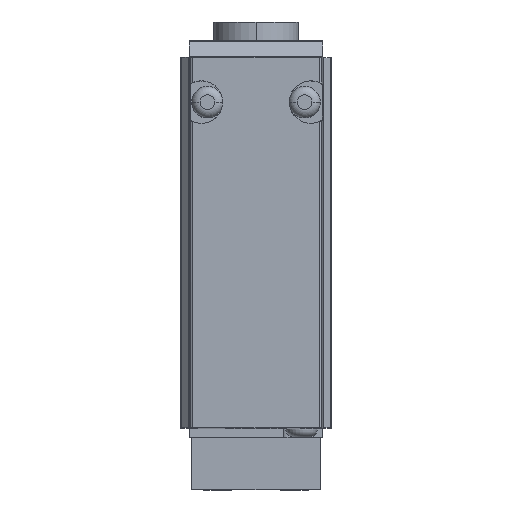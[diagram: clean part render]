
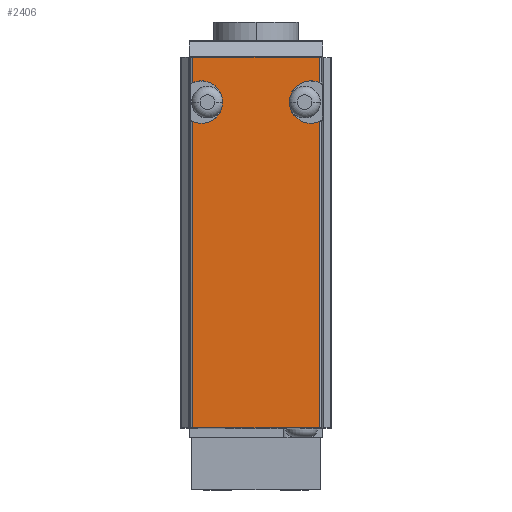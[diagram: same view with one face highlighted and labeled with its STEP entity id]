
A CAD part, top view. The second image highlights one B-rep face of the part: STEP entity #2406.
In plain terms, the highlighted planar face has unit normal (0, 0, 1).
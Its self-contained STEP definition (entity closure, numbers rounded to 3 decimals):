
#97 = CARTESIAN_POINT ( 'NONE',  ( -4.5, 27.5, 93.8 ) ) ;
#99 = VERTEX_POINT ( 'NONE', #2200 ) ;
#189 = PLANE ( 'NONE',  #3070 ) ;
#246 = CARTESIAN_POINT ( 'NONE',  ( -5.22, 31.2, 93.8 ) ) ;
#408 = DIRECTION ( 'NONE',  ( -1., 0., 0. ) ) ;
#546 = VERTEX_POINT ( 'NONE', #5966 ) ;
#672 = EDGE_CURVE ( 'NONE', #6148, #8255, #4800, .T. ) ;
#733 = EDGE_LOOP ( 'NONE', ( #1320, #4041, #5549, #2042, #6767, #8856, #5998, #4839, #8247 ) ) ;
#748 = CIRCLE ( 'NONE', #4409, 1.75 ) ;
#847 = DIRECTION ( 'NONE',  ( 0., 1., 0. ) ) ;
#990 = LINE ( 'NONE', #2306, #7645 ) ;
#1032 = DIRECTION ( 'NONE',  ( 0., 1., 0. ) ) ;
#1170 = EDGE_CURVE ( 'NONE', #3517, #99, #4395, .T. ) ;
#1320 = ORIENTED_EDGE ( 'NONE', *, *, #3878, .F. ) ;
#1321 = VERTEX_POINT ( 'NONE', #6981 ) ;
#1496 = CIRCLE ( 'NONE', #6335, 1.75 ) ;
#1516 = DIRECTION ( 'NONE',  ( 1., 0., 0. ) ) ;
#1614 = LINE ( 'NONE', #246, #6522 ) ;
#1654 = VERTEX_POINT ( 'NONE', #6727 ) ;
#1712 = LINE ( 'NONE', #8621, #7459 ) ;
#1877 = CARTESIAN_POINT ( 'NONE',  ( -5.22, 0.7, 93.8 ) ) ;
#2042 = ORIENTED_EDGE ( 'NONE', *, *, #4073, .F. ) ;
#2200 = CARTESIAN_POINT ( 'NONE',  ( -5.22, 31.2, 93.8 ) ) ;
#2306 = CARTESIAN_POINT ( 'NONE',  ( 5.222, 31.2, 93.8 ) ) ;
#2377 = FACE_OUTER_BOUND ( 'NONE', #733, .T. ) ;
#2406 = ADVANCED_FACE ( 'Face6', ( #2377 ), #189, .F. ) ;
#2879 = EDGE_CURVE ( 'Edge7', #4257, #3191, #3112, .T. ) ;
#3070 = AXIS2_PLACEMENT_3D ( 'NONE', #7818, #5136, #5770 ) ;
#3112 = LINE ( 'NONE', #8725, #4537 ) ;
#3191 = VERTEX_POINT ( 'NONE', #9005 ) ;
#3517 = VERTEX_POINT ( 'NONE', #7750 ) ;
#3690 = DIRECTION ( 'NONE',  ( 0., -1., 0. ) ) ;
#3699 = EDGE_CURVE ( 'NONE', #4257, #1321, #1712, .T. ) ;
#3878 = EDGE_CURVE ( 'NONE', #1321, #546, #748, .T. ) ;
#4041 = ORIENTED_EDGE ( 'NONE', *, *, #3699, .F. ) ;
#4073 = EDGE_CURVE ( 'NONE', #1654, #3191, #5599, .T. ) ;
#4108 = VECTOR ( 'NONE', #6348, 1000. ) ;
#4219 = DIRECTION ( 'NONE',  ( 0., 0., 1. ) ) ;
#4257 = VERTEX_POINT ( 'NONE', #1877 ) ;
#4258 = CARTESIAN_POINT ( 'NONE',  ( 4.5, 27.5, 93.8 ) ) ;
#4357 = DIRECTION ( 'NONE',  ( -1., 0., 0. ) ) ;
#4364 = AXIS2_PLACEMENT_3D ( 'NONE', #4258, #7057, #4357 ) ;
#4395 = LINE ( 'NONE', #8597, #8881 ) ;
#4409 = AXIS2_PLACEMENT_3D ( 'NONE', #97, #8263, #6997 ) ;
#4537 = VECTOR ( 'NONE', #1516, 1000. ) ;
#4800 = CIRCLE ( 'NONE', #4364, 1.75 ) ;
#4839 = ORIENTED_EDGE ( 'NONE', *, *, #1170, .T. ) ;
#4974 = CARTESIAN_POINT ( 'NONE',  ( 5.222, 31.2, 93.8 ) ) ;
#5136 = DIRECTION ( 'NONE',  ( 0., 0., -1. ) ) ;
#5498 = EDGE_CURVE ( 'NONE', #8255, #1654, #1496, .T. ) ;
#5549 = ORIENTED_EDGE ( 'NONE', *, *, #2879, .T. ) ;
#5599 = LINE ( 'NONE', #4974, #4108 ) ;
#5770 = DIRECTION ( 'NONE',  ( -1., 0., 0. ) ) ;
#5966 = CARTESIAN_POINT ( 'NONE',  ( -5.22, 29.095, 93.8 ) ) ;
#5998 = ORIENTED_EDGE ( 'NONE', *, *, #6177, .F. ) ;
#6148 = VERTEX_POINT ( 'NONE', #7299 ) ;
#6177 = EDGE_CURVE ( 'NONE', #3517, #6148, #990, .T. ) ;
#6335 = AXIS2_PLACEMENT_3D ( 'NONE', #7689, #4219, #7732 ) ;
#6348 = DIRECTION ( 'NONE',  ( 0., -1., 0. ) ) ;
#6522 = VECTOR ( 'NONE', #847, 1000. ) ;
#6601 = EDGE_CURVE ( 'NONE', #546, #99, #1614, .T. ) ;
#6727 = CARTESIAN_POINT ( 'NONE',  ( 5.222, 25.906, 93.8 ) ) ;
#6767 = ORIENTED_EDGE ( 'NONE', *, *, #5498, .F. ) ;
#6981 = CARTESIAN_POINT ( 'NONE',  ( -5.22, 25.905, 93.8 ) ) ;
#6997 = DIRECTION ( 'NONE',  ( -1., 0., 0. ) ) ;
#7057 = DIRECTION ( 'NONE',  ( 0., 0., 1. ) ) ;
#7299 = CARTESIAN_POINT ( 'NONE',  ( 5.222, 29.094, 93.8 ) ) ;
#7354 = CARTESIAN_POINT ( 'NONE',  ( 2.75, 27.5, 93.8 ) ) ;
#7459 = VECTOR ( 'NONE', #1032, 1000. ) ;
#7645 = VECTOR ( 'NONE', #3690, 1000. ) ;
#7689 = CARTESIAN_POINT ( 'NONE',  ( 4.5, 27.5, 93.8 ) ) ;
#7732 = DIRECTION ( 'NONE',  ( -1., 0., 0. ) ) ;
#7750 = CARTESIAN_POINT ( 'NONE',  ( 5.222, 31.2, 93.8 ) ) ;
#7818 = CARTESIAN_POINT ( 'NONE',  ( -5.22, 31.2, 93.8 ) ) ;
#8247 = ORIENTED_EDGE ( 'NONE', *, *, #6601, .F. ) ;
#8255 = VERTEX_POINT ( 'NONE', #7354 ) ;
#8263 = DIRECTION ( 'NONE',  ( 0., 0., 1. ) ) ;
#8597 = CARTESIAN_POINT ( 'NONE',  ( 5.5, 31.2, 93.8 ) ) ;
#8621 = CARTESIAN_POINT ( 'NONE',  ( -5.22, 31.2, 93.8 ) ) ;
#8725 = CARTESIAN_POINT ( 'NONE',  ( 5.5, 0.7, 93.8 ) ) ;
#8856 = ORIENTED_EDGE ( 'NONE', *, *, #672, .F. ) ;
#8881 = VECTOR ( 'NONE', #408, 1000. ) ;
#9005 = CARTESIAN_POINT ( 'NONE',  ( 5.222, 0.7, 93.8 ) ) ;
